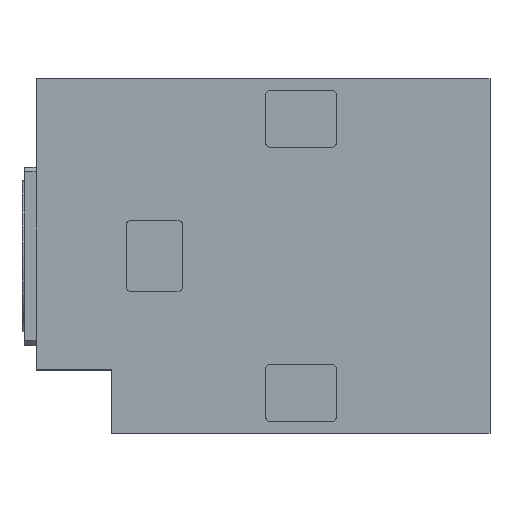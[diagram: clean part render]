
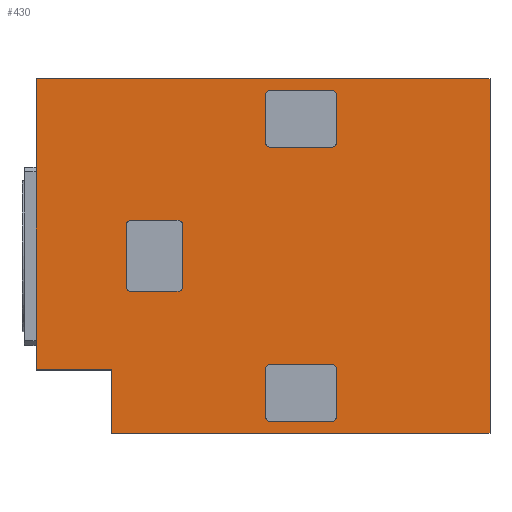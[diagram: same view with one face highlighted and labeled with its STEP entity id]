
A CAD part, top view. The second image highlights one B-rep face of the part: STEP entity #430.
In plain terms, the highlighted planar face has unit normal (0, 0, 1).
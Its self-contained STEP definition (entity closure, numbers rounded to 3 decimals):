
#106=PLANE('',#1440);
#193=LINE('',#2277,#325);
#199=LINE('',#2291,#331);
#200=LINE('',#2295,#332);
#201=LINE('',#2299,#333);
#202=LINE('',#2303,#334);
#203=LINE('',#2307,#335);
#204=LINE('',#2311,#336);
#205=LINE('',#2315,#337);
#206=LINE('',#2319,#338);
#207=LINE('',#2320,#339);
#208=LINE('',#2323,#340);
#209=LINE('',#2325,#341);
#210=LINE('',#2327,#342);
#211=LINE('',#2328,#343);
#212=LINE('',#2332,#344);
#213=LINE('',#2336,#345);
#214=LINE('',#2340,#346);
#215=LINE('',#2344,#347);
#325=VECTOR('',#1607,1.);
#331=VECTOR('',#1617,1.);
#332=VECTOR('',#1620,1.);
#333=VECTOR('',#1623,1.);
#334=VECTOR('',#1626,1.);
#335=VECTOR('',#1629,1.);
#336=VECTOR('',#1632,1.);
#337=VECTOR('',#1635,1.);
#338=VECTOR('',#1638,1.);
#339=VECTOR('',#1639,1.);
#340=VECTOR('',#1640,1.);
#341=VECTOR('',#1641,1.);
#342=VECTOR('',#1642,1.);
#343=VECTOR('',#1643,1.);
#344=VECTOR('',#1646,1.);
#345=VECTOR('',#1649,1.);
#346=VECTOR('',#1652,1.);
#347=VECTOR('',#1655,1.);
#430=ADVANCED_FACE('',(#554,#555,#556,#557),#106,.T.);
#511=CIRCLE('',#1428,1.);
#512=CIRCLE('',#1429,1.);
#513=CIRCLE('',#1430,1.);
#514=CIRCLE('',#1431,1.);
#515=CIRCLE('',#1432,1.);
#516=CIRCLE('',#1433,1.);
#517=CIRCLE('',#1434,1.);
#518=CIRCLE('',#1435,1.);
#519=CIRCLE('',#1436,1.);
#520=CIRCLE('',#1437,1.);
#521=CIRCLE('',#1438,1.);
#522=CIRCLE('',#1439,1.);
#554=FACE_BOUND('',#602,.T.);
#555=FACE_BOUND('',#603,.T.);
#556=FACE_BOUND('',#604,.T.);
#557=FACE_BOUND('',#605,.T.);
#602=EDGE_LOOP('',(#758,#759,#760,#761,#762,#763,#764,#765));
#603=EDGE_LOOP('',(#766,#767,#768,#769,#770,#771,#772,#773));
#604=EDGE_LOOP('',(#774,#775,#776,#777,#778,#779));
#605=EDGE_LOOP('',(#780,#781,#782,#783,#784,#785,#786,#787));
#758=ORIENTED_EDGE('',*,*,#1233,.F.);
#759=ORIENTED_EDGE('',*,*,#1234,.F.);
#760=ORIENTED_EDGE('',*,*,#1235,.F.);
#761=ORIENTED_EDGE('',*,*,#1236,.F.);
#762=ORIENTED_EDGE('',*,*,#1237,.F.);
#763=ORIENTED_EDGE('',*,*,#1238,.F.);
#764=ORIENTED_EDGE('',*,*,#1239,.F.);
#765=ORIENTED_EDGE('',*,*,#1240,.F.);
#766=ORIENTED_EDGE('',*,*,#1241,.T.);
#767=ORIENTED_EDGE('',*,*,#1242,.T.);
#768=ORIENTED_EDGE('',*,*,#1243,.T.);
#769=ORIENTED_EDGE('',*,*,#1244,.T.);
#770=ORIENTED_EDGE('',*,*,#1245,.T.);
#771=ORIENTED_EDGE('',*,*,#1246,.T.);
#772=ORIENTED_EDGE('',*,*,#1247,.T.);
#773=ORIENTED_EDGE('',*,*,#1248,.T.);
#774=ORIENTED_EDGE('',*,*,#1249,.F.);
#775=ORIENTED_EDGE('',*,*,#1250,.T.);
#776=ORIENTED_EDGE('',*,*,#1251,.T.);
#777=ORIENTED_EDGE('',*,*,#1252,.F.);
#778=ORIENTED_EDGE('',*,*,#1227,.F.);
#779=ORIENTED_EDGE('',*,*,#1253,.F.);
#780=ORIENTED_EDGE('',*,*,#1254,.F.);
#781=ORIENTED_EDGE('',*,*,#1255,.F.);
#782=ORIENTED_EDGE('',*,*,#1256,.F.);
#783=ORIENTED_EDGE('',*,*,#1257,.F.);
#784=ORIENTED_EDGE('',*,*,#1258,.F.);
#785=ORIENTED_EDGE('',*,*,#1259,.F.);
#786=ORIENTED_EDGE('',*,*,#1260,.F.);
#787=ORIENTED_EDGE('',*,*,#1261,.F.);
#1088=VERTEX_POINT('',#2275);
#1090=VERTEX_POINT('',#2278);
#1094=VERTEX_POINT('',#2289);
#1095=VERTEX_POINT('',#2290);
#1096=VERTEX_POINT('',#2292);
#1097=VERTEX_POINT('',#2294);
#1098=VERTEX_POINT('',#2296);
#1099=VERTEX_POINT('',#2298);
#1100=VERTEX_POINT('',#2300);
#1101=VERTEX_POINT('',#2302);
#1102=VERTEX_POINT('',#2305);
#1103=VERTEX_POINT('',#2306);
#1104=VERTEX_POINT('',#2308);
#1105=VERTEX_POINT('',#2310);
#1106=VERTEX_POINT('',#2312);
#1107=VERTEX_POINT('',#2314);
#1108=VERTEX_POINT('',#2316);
#1109=VERTEX_POINT('',#2318);
#1110=VERTEX_POINT('',#2321);
#1111=VERTEX_POINT('',#2322);
#1112=VERTEX_POINT('',#2324);
#1113=VERTEX_POINT('',#2326);
#1114=VERTEX_POINT('',#2330);
#1115=VERTEX_POINT('',#2331);
#1116=VERTEX_POINT('',#2333);
#1117=VERTEX_POINT('',#2335);
#1118=VERTEX_POINT('',#2337);
#1119=VERTEX_POINT('',#2339);
#1120=VERTEX_POINT('',#2341);
#1121=VERTEX_POINT('',#2343);
#1227=EDGE_CURVE('',#1088,#1090,#193,.T.);
#1233=EDGE_CURVE('',#1094,#1095,#511,.T.);
#1234=EDGE_CURVE('',#1096,#1094,#199,.T.);
#1235=EDGE_CURVE('',#1097,#1096,#512,.T.);
#1236=EDGE_CURVE('',#1098,#1097,#200,.T.);
#1237=EDGE_CURVE('',#1099,#1098,#513,.T.);
#1238=EDGE_CURVE('',#1100,#1099,#201,.T.);
#1239=EDGE_CURVE('',#1101,#1100,#514,.T.);
#1240=EDGE_CURVE('',#1095,#1101,#202,.T.);
#1241=EDGE_CURVE('',#1102,#1103,#515,.T.);
#1242=EDGE_CURVE('',#1103,#1104,#203,.T.);
#1243=EDGE_CURVE('',#1104,#1105,#516,.T.);
#1244=EDGE_CURVE('',#1105,#1106,#204,.T.);
#1245=EDGE_CURVE('',#1106,#1107,#517,.T.);
#1246=EDGE_CURVE('',#1107,#1108,#205,.T.);
#1247=EDGE_CURVE('',#1108,#1109,#518,.T.);
#1248=EDGE_CURVE('',#1109,#1102,#206,.T.);
#1249=EDGE_CURVE('',#1110,#1111,#207,.T.);
#1250=EDGE_CURVE('',#1110,#1112,#208,.T.);
#1251=EDGE_CURVE('',#1112,#1113,#209,.T.);
#1252=EDGE_CURVE('',#1090,#1113,#210,.T.);
#1253=EDGE_CURVE('',#1111,#1088,#211,.T.);
#1254=EDGE_CURVE('',#1114,#1115,#519,.T.);
#1255=EDGE_CURVE('',#1116,#1114,#212,.T.);
#1256=EDGE_CURVE('',#1117,#1116,#520,.T.);
#1257=EDGE_CURVE('',#1118,#1117,#213,.T.);
#1258=EDGE_CURVE('',#1119,#1118,#521,.T.);
#1259=EDGE_CURVE('',#1120,#1119,#214,.T.);
#1260=EDGE_CURVE('',#1121,#1120,#522,.T.);
#1261=EDGE_CURVE('',#1115,#1121,#215,.T.);
#1428=AXIS2_PLACEMENT_3D('',#2288,#1615,#1616);
#1429=AXIS2_PLACEMENT_3D('',#2293,#1618,#1619);
#1430=AXIS2_PLACEMENT_3D('',#2297,#1621,#1622);
#1431=AXIS2_PLACEMENT_3D('',#2301,#1624,#1625);
#1432=AXIS2_PLACEMENT_3D('',#2304,#1627,#1628);
#1433=AXIS2_PLACEMENT_3D('',#2309,#1630,#1631);
#1434=AXIS2_PLACEMENT_3D('',#2313,#1633,#1634);
#1435=AXIS2_PLACEMENT_3D('',#2317,#1636,#1637);
#1436=AXIS2_PLACEMENT_3D('',#2329,#1644,#1645);
#1437=AXIS2_PLACEMENT_3D('',#2334,#1647,#1648);
#1438=AXIS2_PLACEMENT_3D('',#2338,#1650,#1651);
#1439=AXIS2_PLACEMENT_3D('',#2342,#1653,#1654);
#1440=AXIS2_PLACEMENT_3D('',#2345,#1656,#1657);
#1607=DIRECTION('',(0.,1.,0.));
#1615=DIRECTION('',(0.,0.,1.));
#1616=DIRECTION('',(0.,-1.,0.));
#1617=DIRECTION('',(0.,1.,0.));
#1618=DIRECTION('',(0.,0.,1.));
#1619=DIRECTION('',(0.,1.,0.));
#1620=DIRECTION('',(1.,0.,0.));
#1621=DIRECTION('',(0.,0.,1.));
#1622=DIRECTION('',(0.,1.,0.));
#1623=DIRECTION('',(0.,-1.,0.));
#1624=DIRECTION('',(0.,0.,1.));
#1625=DIRECTION('',(0.,-1.,0.));
#1626=DIRECTION('',(-1.,0.,0.));
#1627=DIRECTION('',(0.,0.,-1.));
#1628=DIRECTION('',(0.,-1.,0.));
#1629=DIRECTION('',(1.,0.,0.));
#1630=DIRECTION('',(0.,0.,-1.));
#1631=DIRECTION('',(0.,-1.,0.));
#1632=DIRECTION('',(0.,-1.,0.));
#1633=DIRECTION('',(0.,0.,-1.));
#1634=DIRECTION('',(0.,1.,0.));
#1635=DIRECTION('',(-1.,0.,0.));
#1636=DIRECTION('',(0.,0.,-1.));
#1637=DIRECTION('',(0.,1.,0.));
#1638=DIRECTION('',(0.,1.,0.));
#1639=DIRECTION('',(0.,1.,0.));
#1640=DIRECTION('',(1.,0.,0.));
#1641=DIRECTION('',(0.,1.,0.));
#1642=DIRECTION('',(1.,0.,0.));
#1643=DIRECTION('',(-1.,0.,0.));
#1644=DIRECTION('',(0.,0.,1.));
#1645=DIRECTION('',(0.,-1.,0.));
#1646=DIRECTION('',(0.,1.,0.));
#1647=DIRECTION('',(0.,0.,1.));
#1648=DIRECTION('',(0.,1.,0.));
#1649=DIRECTION('',(1.,0.,0.));
#1650=DIRECTION('',(0.,0.,1.));
#1651=DIRECTION('',(0.,1.,0.));
#1652=DIRECTION('',(0.,-1.,0.));
#1653=DIRECTION('',(0.,0.,1.));
#1654=DIRECTION('',(0.,1.,0.));
#1655=DIRECTION('',(-1.,0.,0.));
#1656=DIRECTION('',(0.,0.,1.));
#1657=DIRECTION('',(-1.,0.,0.));
#2275=CARTESIAN_POINT('',(-56.,-24.,0.));
#2277=CARTESIAN_POINT('',(-56.,-37.5,0.));
#2278=CARTESIAN_POINT('',(-56.,37.5,0.));
#2288=CARTESIAN_POINT('',(6.5,34.,0.));
#2289=CARTESIAN_POINT('',(7.5,34.,0.));
#2290=CARTESIAN_POINT('',(6.5,35.,0.));
#2291=CARTESIAN_POINT('',(7.5,34.,0.));
#2292=CARTESIAN_POINT('',(7.5,24.,0.));
#2293=CARTESIAN_POINT('',(6.5,24.,0.));
#2294=CARTESIAN_POINT('',(6.5,23.,0.));
#2295=CARTESIAN_POINT('',(6.5,23.,0.));
#2296=CARTESIAN_POINT('',(-6.5,23.,0.));
#2297=CARTESIAN_POINT('',(-6.5,24.,0.));
#2298=CARTESIAN_POINT('',(-7.5,24.,0.));
#2299=CARTESIAN_POINT('',(-7.5,24.,0.));
#2300=CARTESIAN_POINT('',(-7.5,34.,0.));
#2301=CARTESIAN_POINT('',(-6.5,34.,0.));
#2302=CARTESIAN_POINT('',(-6.5,35.,0.));
#2303=CARTESIAN_POINT('',(-6.5,35.,0.));
#2304=CARTESIAN_POINT('',(-6.5,-24.,0.));
#2305=CARTESIAN_POINT('',(-7.5,-24.,0.));
#2306=CARTESIAN_POINT('',(-6.5,-23.,0.));
#2307=CARTESIAN_POINT('',(-6.5,-23.,0.));
#2308=CARTESIAN_POINT('',(6.5,-23.,0.));
#2309=CARTESIAN_POINT('',(6.5,-24.,0.));
#2310=CARTESIAN_POINT('',(7.5,-24.,0.));
#2311=CARTESIAN_POINT('',(7.5,-24.,0.));
#2312=CARTESIAN_POINT('',(7.5,-34.,0.));
#2313=CARTESIAN_POINT('',(6.5,-34.,0.));
#2314=CARTESIAN_POINT('',(6.5,-35.,0.));
#2315=CARTESIAN_POINT('',(6.5,-35.,0.));
#2316=CARTESIAN_POINT('',(-6.5,-35.,0.));
#2317=CARTESIAN_POINT('',(-6.5,-34.,0.));
#2318=CARTESIAN_POINT('',(-7.5,-34.,0.));
#2319=CARTESIAN_POINT('',(-7.5,-34.,0.));
#2320=CARTESIAN_POINT('',(-40.,-37.5,0.));
#2321=CARTESIAN_POINT('',(-40.,-37.5,0.));
#2322=CARTESIAN_POINT('',(-40.,-24.,0.));
#2323=CARTESIAN_POINT('',(-56.,-37.5,0.));
#2324=CARTESIAN_POINT('',(40.,-37.5,0.));
#2325=CARTESIAN_POINT('',(40.,-37.5,0.));
#2326=CARTESIAN_POINT('',(40.,37.5,0.));
#2327=CARTESIAN_POINT('',(-56.,37.5,0.));
#2328=CARTESIAN_POINT('',(-40.,-24.,0.));
#2329=CARTESIAN_POINT('',(-26.,6.5,0.));
#2330=CARTESIAN_POINT('',(-25.,6.5,0.));
#2331=CARTESIAN_POINT('',(-26.,7.5,0.));
#2332=CARTESIAN_POINT('',(-25.,6.5,0.));
#2333=CARTESIAN_POINT('',(-25.,-6.5,0.));
#2334=CARTESIAN_POINT('',(-26.,-6.5,0.));
#2335=CARTESIAN_POINT('',(-26.,-7.5,0.));
#2336=CARTESIAN_POINT('',(-26.,-7.5,0.));
#2337=CARTESIAN_POINT('',(-36.,-7.5,0.));
#2338=CARTESIAN_POINT('',(-36.,-6.5,0.));
#2339=CARTESIAN_POINT('',(-37.,-6.5,0.));
#2340=CARTESIAN_POINT('',(-37.,-6.5,0.));
#2341=CARTESIAN_POINT('',(-37.,6.5,0.));
#2342=CARTESIAN_POINT('',(-36.,6.5,0.));
#2343=CARTESIAN_POINT('',(-36.,7.5,0.));
#2344=CARTESIAN_POINT('',(-36.,7.5,0.));
#2345=CARTESIAN_POINT('',(-56.,-37.5,0.));
